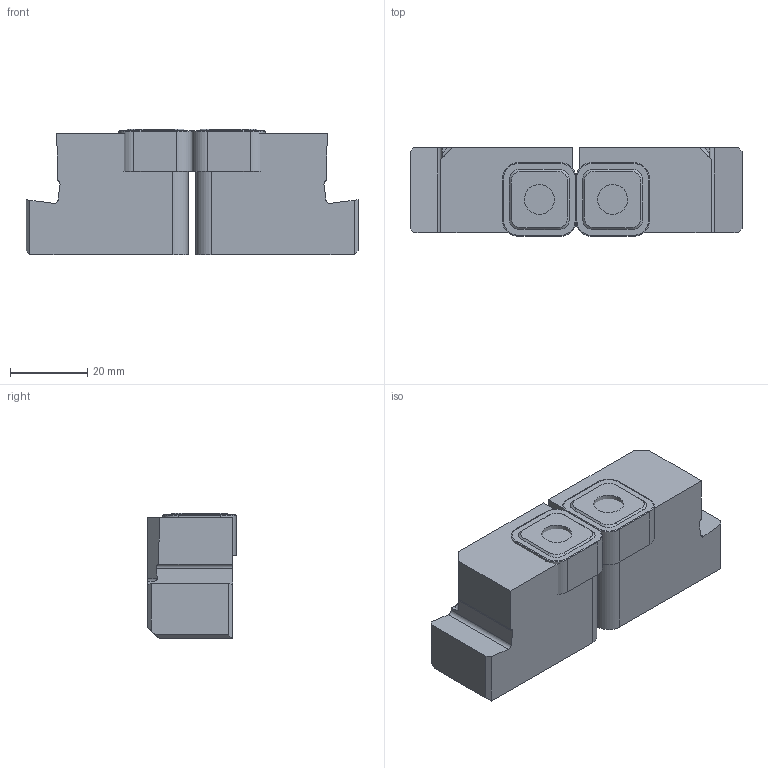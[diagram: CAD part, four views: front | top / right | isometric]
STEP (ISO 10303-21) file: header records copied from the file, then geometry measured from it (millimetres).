
FILE_DESCRIPTION(/* description */ (''),/* implementation_level */ '2;1');
FILE_NAME(/* name */ 'KTPSANL19_SIM.stp',/* time_stamp */ '2022-11-25T12:02:35+01:00',/* author */ (''),/* organization */ (''),/* preprocessor_version */ 'ST-DEVELOPER v18.102',/* originating_system */ 'SIEMENS PLM Software NX 2027',/* authorisation */ '');
FILE_SCHEMA (('AUTOMOTIVE_DESIGN { 1 0 10303 214 3 1 1 1 }'));
Length unit declared in the file: millimetre
Products named in the file (1): model1
Bounding box: 85.99 x 22.99 x 32.54 mm (x, y, z)
Volume: 57573.4 mm3; surface area: 14052.8 mm2
Topology: 4 solids, 4 shells, 144 faces, 402 edges, 270 vertices
Faces by surface type: plane 78, cylinder 42, cone 16, torus 8
Full cylindrical faces by diameter (mm): 7.75 x2
Entity records: 4690 total; most frequent: CARTESIAN_POINT 839, ORIENTED_EDGE 800, DIRECTION 790, EDGE_CURVE 400, LINE 284, VECTOR 284, VERTEX_POINT 270, AXIS2_PLACEMENT_3D 253
